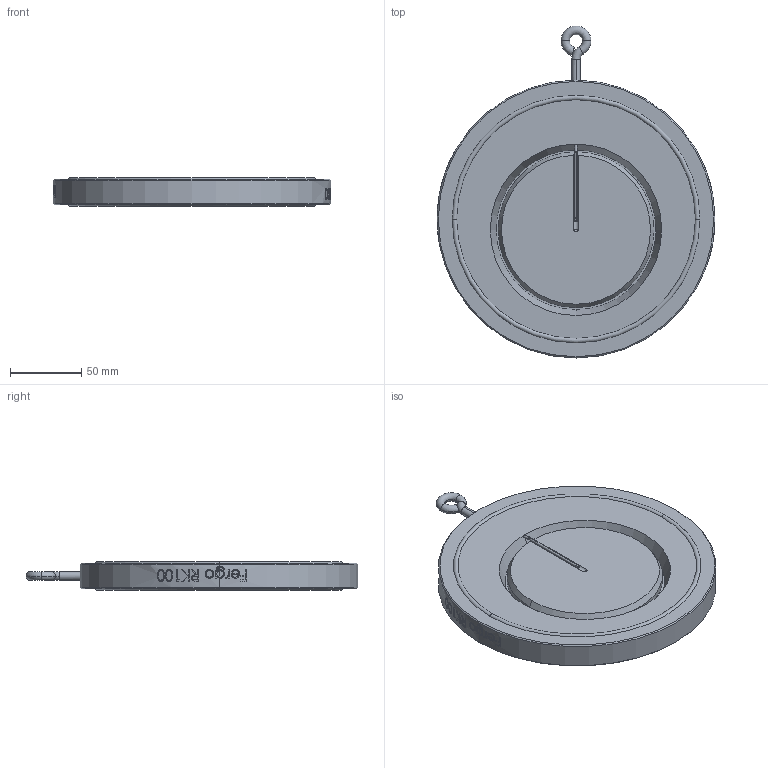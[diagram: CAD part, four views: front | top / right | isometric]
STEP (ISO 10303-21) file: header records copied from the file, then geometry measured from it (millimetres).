
FILE_DESCRIPTION (( 'STEP AP214' ), '1' );
FILE_NAME ('RK100-Rückschlagklappe-Federrücksstellung-DN125-PN16-Fergo.STEP', '2022-11-17T09:28:41', ( '' ), ( '' ), 'SwSTEP 2.0', 'SolidWorks 2022', '' );
FILE_SCHEMA (( 'AUTOMOTIVE_DESIGN' ));
Length unit declared in the file: millimetre
Products named in the file (1): RK100-Rückschlagklappe-Federrücksstellung-DN125-PN16-Fergo
Bounding box: 194.5 x 232.5 x 19.79 mm (x, y, z)
Volume: 453383.8 mm3; surface area: 84010.2 mm2
Topology: 1 solids, 2 shells, 96 faces, 360 edges, 301 vertices
Faces by surface type: cylinder 49, torus 24, plane 12, cone 10, sphere 1
Entity records: 8434 total; most frequent: CARTESIAN_POINT 5306, ORIENTED_EDGE 720, DIRECTION 571, EDGE_CURVE 360, VERTEX_POINT 301, AXIS2_PLACEMENT_3D 249, CIRCLE 152, B_SPLINE_CURVE_WITH_KNOTS 135
